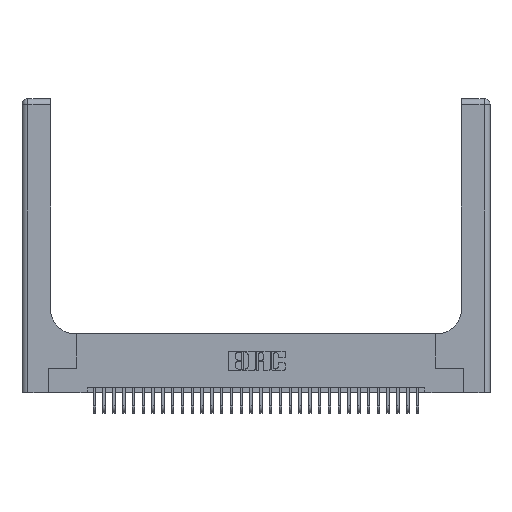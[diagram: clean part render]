
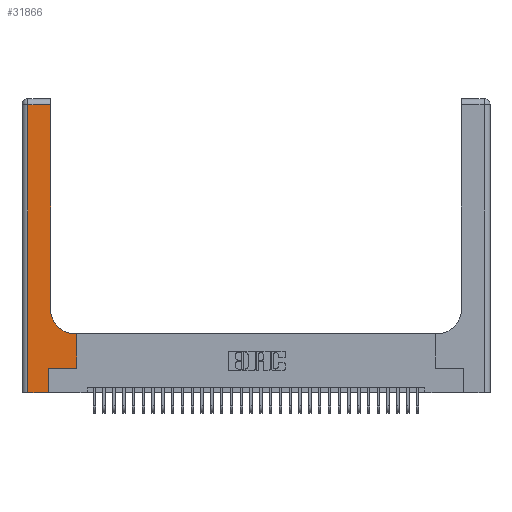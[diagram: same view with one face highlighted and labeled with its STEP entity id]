
A CAD part, top view. The second image highlights one B-rep face of the part: STEP entity #31866.
In plain terms, the highlighted planar face has unit normal (0, 0, 1).
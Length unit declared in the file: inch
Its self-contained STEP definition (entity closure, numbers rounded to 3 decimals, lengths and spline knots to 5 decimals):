
#73 = LINE ( 'NONE', #12770, #10946 ) ;
#317 = LINE ( 'NONE', #27879, #12008 ) ;
#578 = VECTOR ( 'NONE', #14643, 39.37008 ) ;
#791 = CARTESIAN_POINT ( 'NONE',  ( 0.269, 0.25, 0.37 ) ) ;
#1978 = VERTEX_POINT ( 'NONE', #32068 ) ;
#2076 = VERTEX_POINT ( 'NONE', #15981 ) ;
#2251 = DIRECTION ( 'NONE',  ( 0., 1., 0. ) ) ;
#3002 = EDGE_CURVE ( 'NONE', #5280, #8127, #23132, .T. ) ;
#3330 = AXIS2_PLACEMENT_3D ( 'NONE', #29095, #18687, #5052 ) ;
#3377 = CARTESIAN_POINT ( 'NONE',  ( 0.269, 0., 0.37 ) ) ;
#4022 = EDGE_CURVE ( 'NONE', #10440, #5280, #4262, .T. ) ;
#4086 = LINE ( 'NONE', #24479, #26250 ) ;
#4111 = EDGE_CURVE ( 'NONE', #1978, #10440, #19300, .T. ) ;
#4262 = LINE ( 'NONE', #19709, #31827 ) ;
#4769 = VERTEX_POINT ( 'NONE', #33419 ) ;
#4919 = CARTESIAN_POINT ( 'NONE',  ( 0.06, 0., 0.37 ) ) ;
#5052 = DIRECTION ( 'NONE',  ( 1., 0., 0. ) ) ;
#5280 = VERTEX_POINT ( 'NONE', #7167 ) ;
#5401 = VERTEX_POINT ( 'NONE', #32007 ) ;
#5514 = ORIENTED_EDGE ( 'NONE', *, *, #4111, .T. ) ;
#6400 = CARTESIAN_POINT ( 'NONE',  ( 0.2915, 0.6, 0.37 ) ) ;
#6762 = VECTOR ( 'NONE', #24400, 39.37008 ) ;
#6877 = ORIENTED_EDGE ( 'NONE', *, *, #13643, .T. ) ;
#7167 = CARTESIAN_POINT ( 'NONE',  ( 0.269, 0., 0.37 ) ) ;
#7681 = LINE ( 'NONE', #6400, #578 ) ;
#8127 = VERTEX_POINT ( 'NONE', #791 ) ;
#8921 = VECTOR ( 'NONE', #9586, 39.37008 ) ;
#9250 = LINE ( 'NONE', #24709, #26813 ) ;
#9586 = DIRECTION ( 'NONE',  ( 0., 1., 0. ) ) ;
#9710 = EDGE_CURVE ( 'NONE', #9849, #4769, #7681, .T. ) ;
#9849 = VERTEX_POINT ( 'NONE', #33491 ) ;
#9930 = CARTESIAN_POINT ( 'NONE',  ( 0., 3., 0.37 ) ) ;
#10440 = VERTEX_POINT ( 'NONE', #4919 ) ;
#10946 = VECTOR ( 'NONE', #28858, 39.37008 ) ;
#11204 = EDGE_CURVE ( 'NONE', #34452, #1978, #73, .T. ) ;
#11495 = DIRECTION ( 'NONE',  ( 1., 0., 0. ) ) ;
#11880 = FACE_OUTER_BOUND ( 'NONE', #31138, .T. ) ;
#12008 = VECTOR ( 'NONE', #16899, 39.37008 ) ;
#12770 = CARTESIAN_POINT ( 'NONE',  ( 0., 2.94, 0.37 ) ) ;
#13171 = AXIS2_PLACEMENT_3D ( 'NONE', #9930, #26258, #26017 ) ;
#13643 = EDGE_CURVE ( 'NONE', #5401, #9849, #317, .T. ) ;
#14422 = ORIENTED_EDGE ( 'NONE', *, *, #3002, .T. ) ;
#14643 = DIRECTION ( 'NONE',  ( -1., 0., 0. ) ) ;
#15981 = CARTESIAN_POINT ( 'NONE',  ( 0.2915, 0.85, 0.37 ) ) ;
#16286 = CARTESIAN_POINT ( 'NONE',  ( 0.06, 3., 0.37 ) ) ;
#16529 = ORIENTED_EDGE ( 'NONE', *, *, #19691, .T. ) ;
#16776 = EDGE_CURVE ( 'NONE', #8127, #5401, #9250, .T. ) ;
#16899 = DIRECTION ( 'NONE',  ( 0., 1., 0. ) ) ;
#18687 = DIRECTION ( 'NONE',  ( 0., 0., -1. ) ) ;
#19300 = LINE ( 'NONE', #16286, #6762 ) ;
#19315 = ORIENTED_EDGE ( 'NONE', *, *, #4022, .T. ) ;
#19500 = EDGE_CURVE ( 'NONE', #4769, #2076, #23788, .T. ) ;
#19622 = ORIENTED_EDGE ( 'NONE', *, *, #9710, .T. ) ;
#19691 = EDGE_CURVE ( 'NONE', #2076, #34452, #4086, .T. ) ;
#19709 = CARTESIAN_POINT ( 'NONE',  ( 0., 0., 0.37 ) ) ;
#23132 = LINE ( 'NONE', #3377, #8921 ) ;
#23458 = PLANE ( 'NONE',  #13171 ) ;
#23788 = CIRCLE ( 'NONE', #3330, 0.25 ) ;
#24400 = DIRECTION ( 'NONE',  ( 0., -1., 0. ) ) ;
#24479 = CARTESIAN_POINT ( 'NONE',  ( 0.2915, 3., 0.37 ) ) ;
#24593 = CARTESIAN_POINT ( 'NONE',  ( 0.2915, 2.94, 0.37 ) ) ;
#24683 = ORIENTED_EDGE ( 'NONE', *, *, #16776, .T. ) ;
#24709 = CARTESIAN_POINT ( 'NONE',  ( 0.269, 0.25, 0.37 ) ) ;
#26017 = DIRECTION ( 'NONE',  ( -1., 0., 0. ) ) ;
#26250 = VECTOR ( 'NONE', #2251, 39.37008 ) ;
#26258 = DIRECTION ( 'NONE',  ( 0., 0., -1. ) ) ;
#26813 = VECTOR ( 'NONE', #11495, 39.37008 ) ;
#27879 = CARTESIAN_POINT ( 'NONE',  ( 0.5585, 0.25, 0.37 ) ) ;
#28858 = DIRECTION ( 'NONE',  ( -1., 0., 0. ) ) ;
#29095 = CARTESIAN_POINT ( 'NONE',  ( 0.5415, 0.85, 0.37 ) ) ;
#30701 = ORIENTED_EDGE ( 'NONE', *, *, #11204, .T. ) ;
#31138 = EDGE_LOOP ( 'NONE', ( #16529, #30701, #5514, #19315, #14422, #24683, #6877, #19622, #33473 ) ) ;
#31827 = VECTOR ( 'NONE', #33179, 39.37008 ) ;
#31866 = ADVANCED_FACE ( 'NONE', ( #11880 ), #23458, .F. ) ;
#32007 = CARTESIAN_POINT ( 'NONE',  ( 0.5585, 0.25, 0.37 ) ) ;
#32068 = CARTESIAN_POINT ( 'NONE',  ( 0.06, 2.94, 0.37 ) ) ;
#33179 = DIRECTION ( 'NONE',  ( 1., 0., 0. ) ) ;
#33419 = CARTESIAN_POINT ( 'NONE',  ( 0.5415, 0.6, 0.37 ) ) ;
#33473 = ORIENTED_EDGE ( 'NONE', *, *, #19500, .T. ) ;
#33491 = CARTESIAN_POINT ( 'NONE',  ( 0.5585, 0.6, 0.37 ) ) ;
#34452 = VERTEX_POINT ( 'NONE', #24593 ) ;
